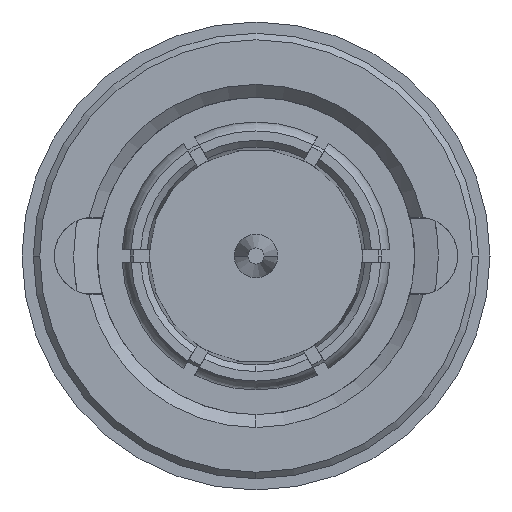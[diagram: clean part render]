
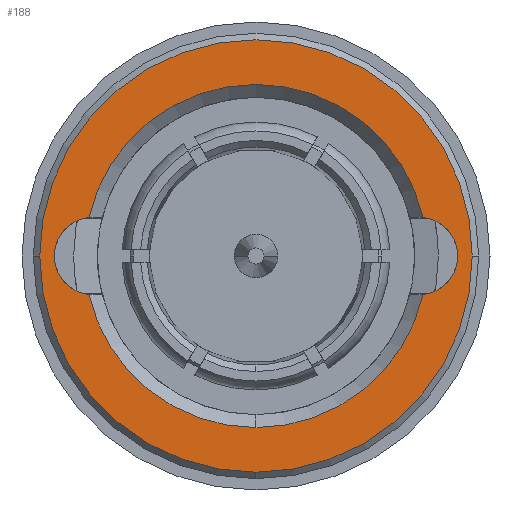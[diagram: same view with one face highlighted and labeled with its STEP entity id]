
A CAD part, left-side view. The second image highlights one B-rep face of the part: STEP entity #188.
In plain terms, the highlighted planar face has unit normal (-1, 0, 0).
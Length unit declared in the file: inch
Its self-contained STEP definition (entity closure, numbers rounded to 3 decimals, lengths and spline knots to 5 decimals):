
#37 = AXIS2_PLACEMENT_3D ( 'NONE', #3686, #7831, #8520 ) ;
#161 = EDGE_CURVE ( 'NONE', #8566, #318, #8609, .T. ) ;
#186 = EDGE_CURVE ( 'NONE', #2559, #5190, #1716, .T. ) ;
#188 = ADVANCED_FACE ( 'NONE', ( #3835, #7032 ), #8161, .F. ) ;
#318 = VERTEX_POINT ( 'NONE', #5197 ) ;
#555 = DIRECTION ( 'NONE',  ( 0., 0.974, 0.224 ) ) ;
#611 = DIRECTION ( 'NONE',  ( 0., -1., 0. ) ) ;
#748 = DIRECTION ( 'NONE',  ( 0., 1., 0. ) ) ;
#864 = AXIS2_PLACEMENT_3D ( 'NONE', #4786, #1630, #6349 ) ;
#1118 = DIRECTION ( 'NONE',  ( -1., 0., 0. ) ) ;
#1331 = EDGE_CURVE ( 'NONE', #3014, #8171, #6558, .T. ) ;
#1356 = CARTESIAN_POINT ( 'NONE',  ( 0., 0., 0. ) ) ;
#1447 = CARTESIAN_POINT ( 'NONE',  ( 0., 0., -0.26378 ) ) ;
#1470 = CARTESIAN_POINT ( 'NONE',  ( 0., 0., 0. ) ) ;
#1630 = DIRECTION ( 'NONE',  ( 1., 0., 0. ) ) ;
#1693 = CARTESIAN_POINT ( 'NONE',  ( 0., 0., 0. ) ) ;
#1716 = CIRCLE ( 'NONE', #10276, 0.26378 ) ;
#2000 = ORIENTED_EDGE ( 'NONE', *, *, #5847, .T. ) ;
#2258 = CARTESIAN_POINT ( 'NONE',  ( 0., -0.26378, 0. ) ) ;
#2559 = VERTEX_POINT ( 'NONE', #2258 ) ;
#2779 = CARTESIAN_POINT ( 'NONE',  ( 0., -0.20391, -0.04697 ) ) ;
#2858 = DIRECTION ( 'NONE',  ( -1., 0., 0. ) ) ;
#3014 = VERTEX_POINT ( 'NONE', #7697 ) ;
#3179 = CARTESIAN_POINT ( 'NONE',  ( 0., 0., 0. ) ) ;
#3222 = DIRECTION ( 'NONE',  ( 1., 0., 0. ) ) ;
#3598 = EDGE_CURVE ( 'NONE', #8566, #3014, #5667, .T. ) ;
#3599 = CARTESIAN_POINT ( 'NONE',  ( 0., 0., 0. ) ) ;
#3686 = CARTESIAN_POINT ( 'NONE',  ( 0., -0.19882, 0. ) ) ;
#3714 = VERTEX_POINT ( 'NONE', #1447 ) ;
#3835 = FACE_BOUND ( 'NONE', #9612, .T. ) ;
#3930 = CIRCLE ( 'NONE', #4264, 0.26378 ) ;
#4224 = CIRCLE ( 'NONE', #5553, 0.26378 ) ;
#4264 = AXIS2_PLACEMENT_3D ( 'NONE', #3599, #1118, #4324 ) ;
#4324 = DIRECTION ( 'NONE',  ( 0., 1., 0. ) ) ;
#4523 = ORIENTED_EDGE ( 'NONE', *, *, #8618, .T. ) ;
#4652 = EDGE_CURVE ( 'NONE', #8805, #8171, #7387, .T. ) ;
#4786 = CARTESIAN_POINT ( 'NONE',  ( 0., 0., 0. ) ) ;
#5143 = ORIENTED_EDGE ( 'NONE', *, *, #6727, .T. ) ;
#5190 = VERTEX_POINT ( 'NONE', #9839 ) ;
#5197 = CARTESIAN_POINT ( 'NONE',  ( 0., -0.20391, 0.04697 ) ) ;
#5356 = DIRECTION ( 'NONE',  ( -1., 0., 0. ) ) ;
#5413 = DIRECTION ( 'NONE',  ( 0., 0.108, 0.994 ) ) ;
#5553 = AXIS2_PLACEMENT_3D ( 'NONE', #3179, #7972, #748 ) ;
#5606 = CARTESIAN_POINT ( 'NONE',  ( 0., 0.20391, 0.04697 ) ) ;
#5667 = CIRCLE ( 'NONE', #6503, 0.20925 ) ;
#5847 = EDGE_CURVE ( 'NONE', #5190, #3714, #4224, .T. ) ;
#6349 = DIRECTION ( 'NONE',  ( 0., 1., 0. ) ) ;
#6412 = DIRECTION ( 'NONE',  ( 0., -0.974, -0.224 ) ) ;
#6503 = AXIS2_PLACEMENT_3D ( 'NONE', #1470, #3222, #6412 ) ;
#6558 = CIRCLE ( 'NONE', #9686, 0.20925 ) ;
#6642 = ORIENTED_EDGE ( 'NONE', *, *, #3598, .T. ) ;
#6727 = EDGE_CURVE ( 'NONE', #3714, #2559, #3930, .T. ) ;
#7032 = FACE_OUTER_BOUND ( 'NONE', #9103, .T. ) ;
#7077 = DIRECTION ( 'NONE',  ( 1., 0., 0. ) ) ;
#7139 = CARTESIAN_POINT ( 'NONE',  ( 0., 0.20391, -0.04697 ) ) ;
#7386 = ORIENTED_EDGE ( 'NONE', *, *, #161, .F. ) ;
#7387 = CIRCLE ( 'NONE', #9730, 0.04724 ) ;
#7646 = ORIENTED_EDGE ( 'NONE', *, *, #186, .T. ) ;
#7684 = CIRCLE ( 'NONE', #9541, 0.20925 ) ;
#7697 = CARTESIAN_POINT ( 'NONE',  ( 0., 0., -0.20925 ) ) ;
#7831 = DIRECTION ( 'NONE',  ( -1., 0., 0. ) ) ;
#7972 = DIRECTION ( 'NONE',  ( -1., 0., 0. ) ) ;
#8117 = DIRECTION ( 'NONE',  ( 1., 0., 0. ) ) ;
#8161 = PLANE ( 'NONE',  #864 ) ;
#8171 = VERTEX_POINT ( 'NONE', #7139 ) ;
#8520 = DIRECTION ( 'NONE',  ( 0., -0.108, -0.994 ) ) ;
#8566 = VERTEX_POINT ( 'NONE', #2779 ) ;
#8609 = CIRCLE ( 'NONE', #37, 0.04724 ) ;
#8618 = EDGE_CURVE ( 'NONE', #8805, #318, #7684, .T. ) ;
#8738 = ORIENTED_EDGE ( 'NONE', *, *, #1331, .T. ) ;
#8805 = VERTEX_POINT ( 'NONE', #5606 ) ;
#9103 = EDGE_LOOP ( 'NONE', ( #7646, #2000, #5143 ) ) ;
#9424 = CARTESIAN_POINT ( 'NONE',  ( 0., 0., 0. ) ) ;
#9541 = AXIS2_PLACEMENT_3D ( 'NONE', #1356, #7077, #555 ) ;
#9612 = EDGE_LOOP ( 'NONE', ( #6642, #8738, #9888, #4523, #7386 ) ) ;
#9686 = AXIS2_PLACEMENT_3D ( 'NONE', #1693, #8117, #10366 ) ;
#9730 = AXIS2_PLACEMENT_3D ( 'NONE', #10070, #2858, #5413 ) ;
#9839 = CARTESIAN_POINT ( 'NONE',  ( 0., 0.26378, 0. ) ) ;
#9888 = ORIENTED_EDGE ( 'NONE', *, *, #4652, .F. ) ;
#10070 = CARTESIAN_POINT ( 'NONE',  ( 0., 0.19882, 0. ) ) ;
#10276 = AXIS2_PLACEMENT_3D ( 'NONE', #9424, #5356, #611 ) ;
#10366 = DIRECTION ( 'NONE',  ( 0., -0.974, -0.224 ) ) ;
